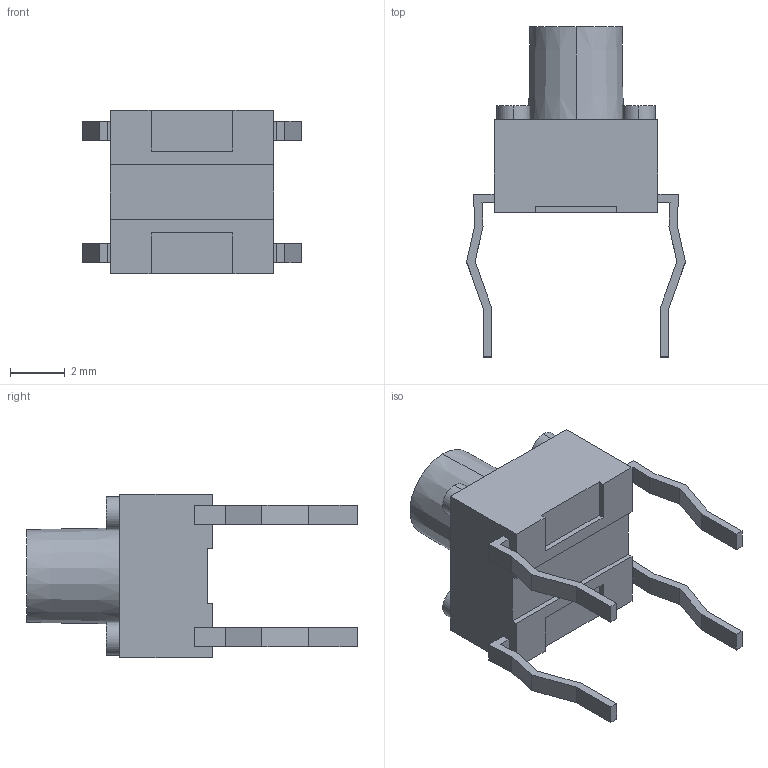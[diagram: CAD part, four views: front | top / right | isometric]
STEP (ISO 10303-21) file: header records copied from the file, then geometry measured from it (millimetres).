
FILE_DESCRIPTION (( 'STEP AP214' ), '1' );
FILE_NAME ('Push Button 6x6.STEP', '2023-01-04T22:33:01', ( '' ), ( '' ), 'SwSTEP 2.0', 'SolidWorks 2022', '' );
FILE_SCHEMA (( 'AUTOMOTIVE_DESIGN' ));
Length unit declared in the file: millimetre
Products named in the file (1): Push Button 6x6
Bounding box: 8.01 x 12.1 x 6 mm (x, y, z)
Volume: 157.9 mm3; surface area: 252.6 mm2
Topology: 1 solids, 1 shells, 85 faces, 222 edges, 148 vertices
Faces by surface type: plane 75, cylinder 8, cone 2
Entity records: 2885 total; most frequent: CARTESIAN_POINT 456, ORIENTED_EDGE 444, DIRECTION 414, EDGE_CURVE 222, LINE 202, VECTOR 202, VERTEX_POINT 148, AXIS2_PLACEMENT_3D 106
